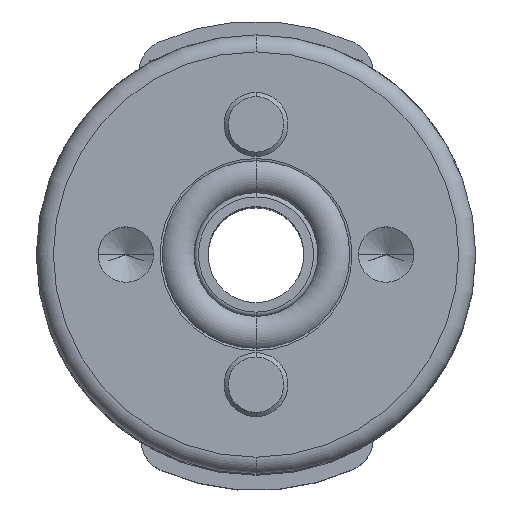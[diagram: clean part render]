
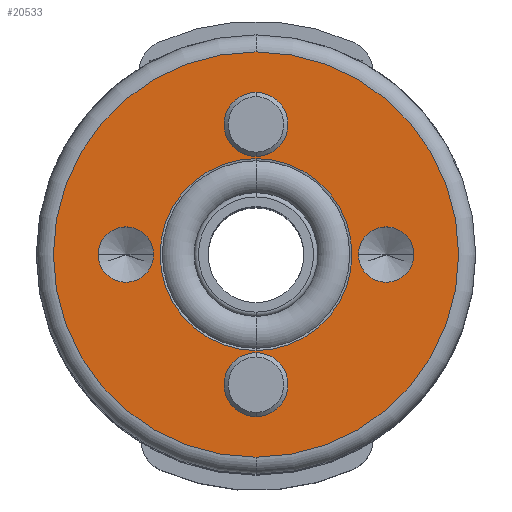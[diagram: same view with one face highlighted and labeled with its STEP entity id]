
A CAD part, top view. The second image highlights one B-rep face of the part: STEP entity #20533.
In plain terms, the highlighted planar face has unit normal (0, 0, 1).
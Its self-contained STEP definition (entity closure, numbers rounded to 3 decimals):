
#3578=CARTESIAN_POINT('',(0.,0.,33.5));
#3579=DIRECTION('',(0.,0.,-1.));
#3580=DIRECTION('',(0.,-1.,0.));
#3581=AXIS2_PLACEMENT_3D('',#3578,#3579,#3580);
#3583=CARTESIAN_POINT('',(0.,0.,33.5));
#3584=DIRECTION('',(0.,0.,-1.));
#3585=DIRECTION('',(0.,1.,0.));
#3586=AXIS2_PLACEMENT_3D('',#3583,#3584,#3585);
#3588=CARTESIAN_POINT('',(0.,0.,33.5));
#3589=DIRECTION('',(0.,0.,1.));
#3590=DIRECTION('',(0.,1.,0.));
#3591=AXIS2_PLACEMENT_3D('',#3588,#3589,#3590);
#3593=CARTESIAN_POINT('',(0.,0.,33.5));
#3594=DIRECTION('',(0.,0.,1.));
#3595=DIRECTION('',(0.,-1.,0.));
#3596=AXIS2_PLACEMENT_3D('',#3593,#3594,#3595);
#3598=CARTESIAN_POINT('',(6.1,0.,33.5));
#3599=DIRECTION('',(0.,0.,-1.));
#3600=DIRECTION('',(1.,0.,0.));
#3601=AXIS2_PLACEMENT_3D('',#3598,#3599,#3600);
#3603=CARTESIAN_POINT('',(6.1,0.,33.5));
#3604=DIRECTION('',(0.,0.,-1.));
#3605=DIRECTION('',(-1.,0.,0.));
#3606=AXIS2_PLACEMENT_3D('',#3603,#3604,#3605);
#3608=CARTESIAN_POINT('',(-6.1,0.,33.5));
#3609=DIRECTION('',(0.,0.,1.));
#3610=DIRECTION('',(-1.,0.,0.));
#3611=AXIS2_PLACEMENT_3D('',#3608,#3609,#3610);
#3613=CARTESIAN_POINT('',(-6.1,0.,33.5));
#3614=DIRECTION('',(0.,0.,1.));
#3615=DIRECTION('',(1.,0.,0.));
#3616=AXIS2_PLACEMENT_3D('',#3613,#3614,#3615);
#3618=CARTESIAN_POINT('',(0.,-6.1,33.5));
#3619=DIRECTION('',(0.,0.,1.));
#3620=DIRECTION('',(0.,-1.,0.));
#3621=AXIS2_PLACEMENT_3D('',#3618,#3619,#3620);
#3623=CARTESIAN_POINT('',(0.,-6.1,33.5));
#3624=DIRECTION('',(0.,0.,1.));
#3625=DIRECTION('',(0.,1.,0.));
#3626=AXIS2_PLACEMENT_3D('',#3623,#3624,#3625);
#3628=CARTESIAN_POINT('',(0.,6.1,33.5));
#3629=DIRECTION('',(0.,0.,1.));
#3630=DIRECTION('',(0.,-1.,0.));
#3631=AXIS2_PLACEMENT_3D('',#3628,#3629,#3630);
#3633=CARTESIAN_POINT('',(0.,6.1,33.5));
#3634=DIRECTION('',(0.,0.,1.));
#3635=DIRECTION('',(0.,1.,0.));
#3636=AXIS2_PLACEMENT_3D('',#3633,#3634,#3635);
#13084=CARTESIAN_POINT('',(0.,4.5,33.5));
#13085=CARTESIAN_POINT('',(0.,-4.5,33.5));
#13086=VERTEX_POINT('',#13084);
#13087=VERTEX_POINT('',#13085);
#13136=CARTESIAN_POINT('',(7.4,0.,33.5));
#13137=CARTESIAN_POINT('',(4.8,0.,33.5));
#13138=VERTEX_POINT('',#13136);
#13139=VERTEX_POINT('',#13137);
#13146=CARTESIAN_POINT('',(-7.4,0.,33.5));
#13147=CARTESIAN_POINT('',(-4.8,0.,33.5));
#13148=VERTEX_POINT('',#13146);
#13149=VERTEX_POINT('',#13147);
#13174=CARTESIAN_POINT('',(0.,-9.5,33.5));
#13175=CARTESIAN_POINT('',(0.,9.5,33.5));
#13176=VERTEX_POINT('',#13174);
#13177=VERTEX_POINT('',#13175);
#14007=CARTESIAN_POINT('',(0.,-7.6,33.5));
#14008=CARTESIAN_POINT('',(0.,-4.6,33.5));
#14009=VERTEX_POINT('',#14007);
#14010=VERTEX_POINT('',#14008);
#14031=CARTESIAN_POINT('',(0.,4.6,33.5));
#14032=CARTESIAN_POINT('',(0.,7.6,33.5));
#14033=VERTEX_POINT('',#14031);
#14034=VERTEX_POINT('',#14032);
#20494=CARTESIAN_POINT('',(0.,0.,33.5));
#20495=DIRECTION('',(0.,0.,1.));
#20496=DIRECTION('',(0.,1.,0.));
#20497=AXIS2_PLACEMENT_3D('',#20494,#20495,#20496);
#20498=PLANE('',#20497);
#20500=ORIENTED_EDGE('',*,*,#20499,.T.);
#20502=ORIENTED_EDGE('',*,*,#20501,.T.);
#20503=EDGE_LOOP('',(#20500,#20502));
#20504=FACE_OUTER_BOUND('',#20503,.F.);
#20505=ORIENTED_EDGE('',*,*,#20481,.T.);
#20506=ORIENTED_EDGE('',*,*,#20460,.T.);
#20507=EDGE_LOOP('',(#20505,#20506));
#20508=FACE_BOUND('',#20507,.F.);
#20510=ORIENTED_EDGE('',*,*,#20509,.F.);
#20512=ORIENTED_EDGE('',*,*,#20511,.F.);
#20513=EDGE_LOOP('',(#20510,#20512));
#20514=FACE_BOUND('',#20513,.F.);
#20516=ORIENTED_EDGE('',*,*,#20515,.T.);
#20518=ORIENTED_EDGE('',*,*,#20517,.T.);
#20519=EDGE_LOOP('',(#20516,#20518));
#20520=FACE_BOUND('',#20519,.F.);
#20522=ORIENTED_EDGE('',*,*,#20521,.T.);
#20524=ORIENTED_EDGE('',*,*,#20523,.T.);
#20525=EDGE_LOOP('',(#20522,#20524));
#20526=FACE_BOUND('',#20525,.F.);
#20528=ORIENTED_EDGE('',*,*,#20527,.T.);
#20530=ORIENTED_EDGE('',*,*,#20529,.T.);
#20531=EDGE_LOOP('',(#20528,#20530));
#20532=FACE_BOUND('',#20531,.F.);
#20533=ADVANCED_FACE('',(#20504,#20508,#20514,#20520,#20526,#20532),#20498,.T.);
#3582=CIRCLE('',#3581,9.5);
#3587=CIRCLE('',#3586,9.5);
#3592=CIRCLE('',#3591,4.5);
#3597=CIRCLE('',#3596,4.5);
#3602=CIRCLE('',#3601,1.3);
#3607=CIRCLE('',#3606,1.3);
#3612=CIRCLE('',#3611,1.3);
#3617=CIRCLE('',#3616,1.3);
#3622=CIRCLE('',#3621,1.5);
#3627=CIRCLE('',#3626,1.5);
#3632=CIRCLE('',#3631,1.5);
#3637=CIRCLE('',#3636,1.5);
#20460=EDGE_CURVE('',#13087,#13086,#3597,.T.);
#20481=EDGE_CURVE('',#13086,#13087,#3592,.T.);
#20499=EDGE_CURVE('',#13176,#13177,#3582,.T.);
#20501=EDGE_CURVE('',#13177,#13176,#3587,.T.);
#20509=EDGE_CURVE('',#13138,#13139,#3602,.T.);
#20511=EDGE_CURVE('',#13139,#13138,#3607,.T.);
#20515=EDGE_CURVE('',#13148,#13149,#3612,.T.);
#20517=EDGE_CURVE('',#13149,#13148,#3617,.T.);
#20521=EDGE_CURVE('',#14009,#14010,#3622,.T.);
#20523=EDGE_CURVE('',#14010,#14009,#3627,.T.);
#20527=EDGE_CURVE('',#14033,#14034,#3632,.T.);
#20529=EDGE_CURVE('',#14034,#14033,#3637,.T.);
